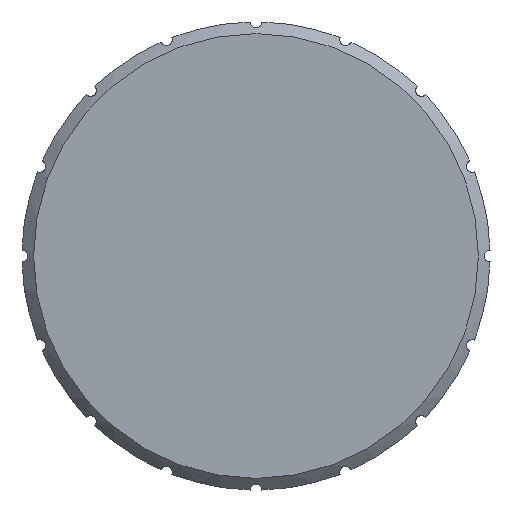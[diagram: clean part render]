
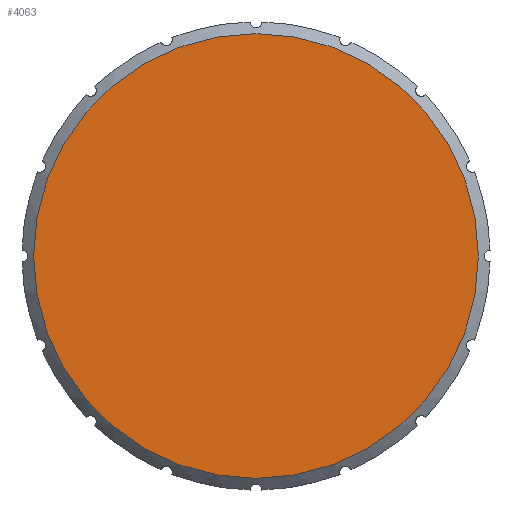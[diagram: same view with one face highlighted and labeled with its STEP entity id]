
A CAD part, front view. The second image highlights one B-rep face of the part: STEP entity #4063.
In plain terms, the highlighted planar face has unit normal (0, -1, 0).
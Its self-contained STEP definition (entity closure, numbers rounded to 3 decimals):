
#19=PLANE('',#4573);
#168=CIRCLE('',#4196,19.);
#632=FACE_OUTER_BOUND('',#887,.T.);
#887=EDGE_LOOP('',(#3654));
#1786=VERTEX_POINT('',#9514);
#2197=EDGE_CURVE('',#1786,#1786,#168,.T.);
#3654=ORIENTED_EDGE('',*,*,#2197,.F.);
#4063=ADVANCED_FACE('',(#632),#19,.F.);
#4196=AXIS2_PLACEMENT_3D('',#9516,#4940,#4941);
#4573=AXIS2_PLACEMENT_3D('',#9897,#5697,#5698);
#4940=DIRECTION('center_axis',(0.,1.,0.));
#4941=DIRECTION('ref_axis',(1.,0.,0.));
#5697=DIRECTION('center_axis',(0.,1.,0.));
#5698=DIRECTION('ref_axis',(1.,0.,0.));
#9514=CARTESIAN_POINT('',(-19.,0.,0.));
#9516=CARTESIAN_POINT('Origin',(0.,0.,0.));
#9897=CARTESIAN_POINT('Origin',(0.,0.,0.));
